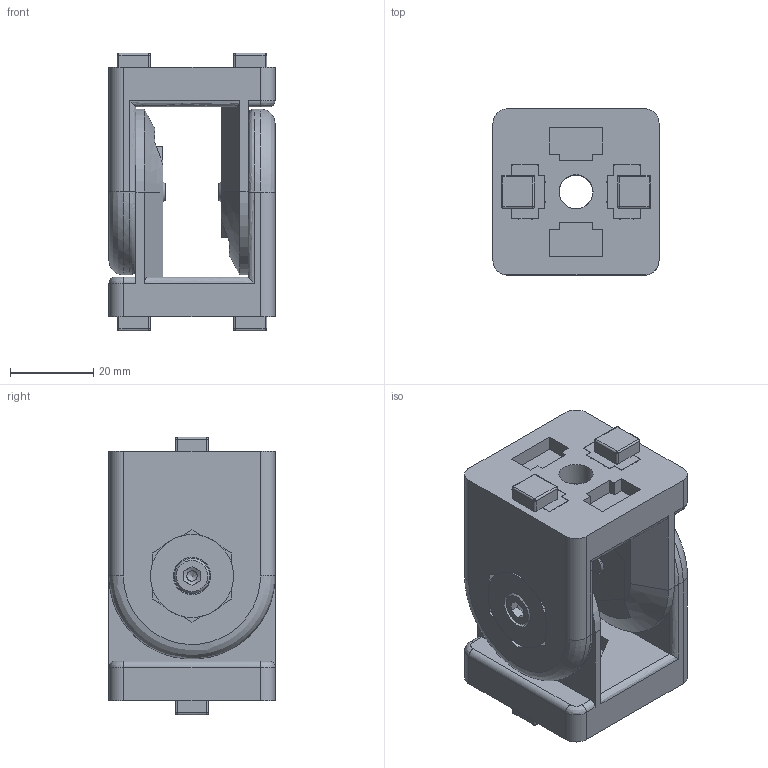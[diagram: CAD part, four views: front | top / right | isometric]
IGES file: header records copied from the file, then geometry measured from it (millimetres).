
Global section: file name: SZ1020N_A; native system: Autodesk Inventor 2015; preprocessor: unknown; author: Behrens; date: 20151119.145529; units: millimetre
Bounding box: 40 x 40 x 66.8 mm (x, y, z)
Volume: 58325.1 mm3; surface area: 30486.7 mm2
Topology: 12 solids, 12 shells, 544 faces, 1466 edges, 952 vertices
Faces by surface type: bspline 544
